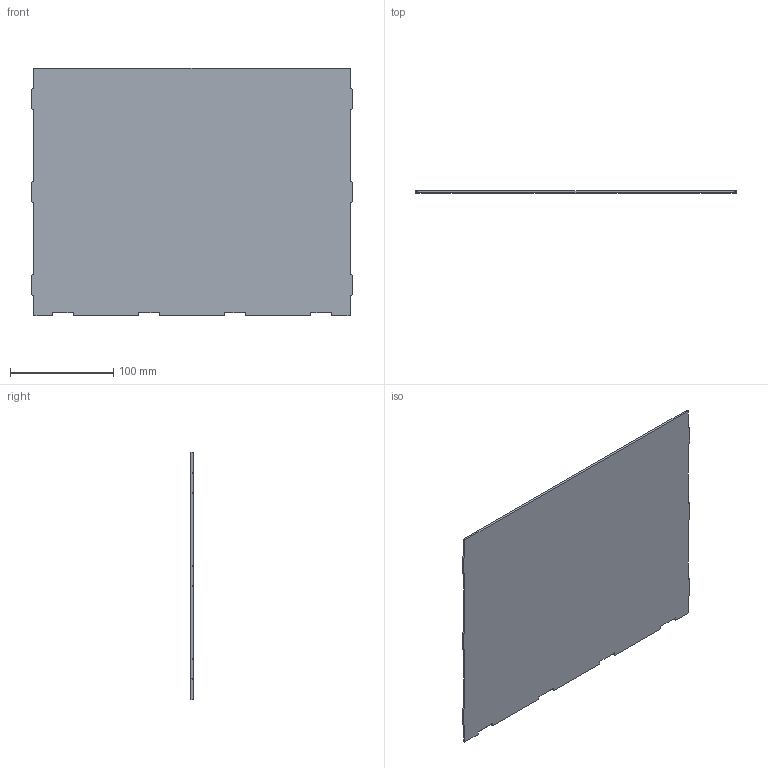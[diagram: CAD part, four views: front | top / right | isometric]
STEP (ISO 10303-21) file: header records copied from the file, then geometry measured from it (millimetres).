
FILE_DESCRIPTION (( 'STEP AP203' ), '1' );
FILE_NAME ('SHRPRO-V1 1300.06-A Hopper back plate 1.step', '2019-12-23T20:15:46', ( '' ), ( '' ), 'SwSTEP 2.0', 'SolidWorks 2018', '' );
FILE_SCHEMA (( 'CONFIG_CONTROL_DESIGN' ));
Length unit declared in the file: millimetre
Products named in the file (1): SHRPRO-V1 1300.06-A Hopper back plate 1
Bounding box: 310.5 x 2 x 240 mm (x, y, z)
Volume: 147113.4 mm3; surface area: 149402.3 mm2
Topology: 1 solids, 1 shells, 62 faces, 180 edges, 120 vertices
Faces by surface type: plane 62
Entity records: 2057 total; most frequent: CARTESIAN_POINT 387, ORIENTED_EDGE 360, DIRECTION 282, EDGE_CURVE 180, VECTOR 156, LINE 156, VERTEX_POINT 120, AXIS2_PLACEMENT_3D 63
